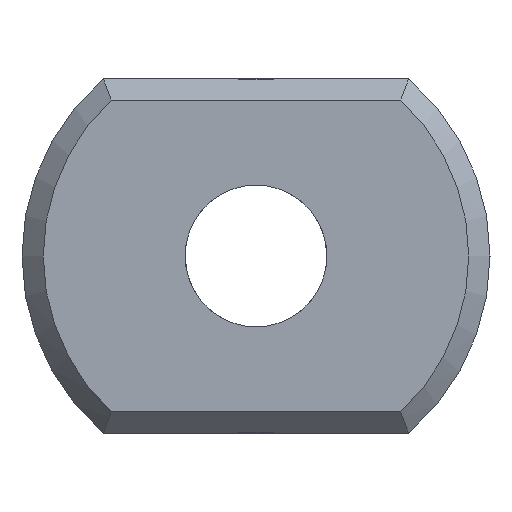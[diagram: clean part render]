
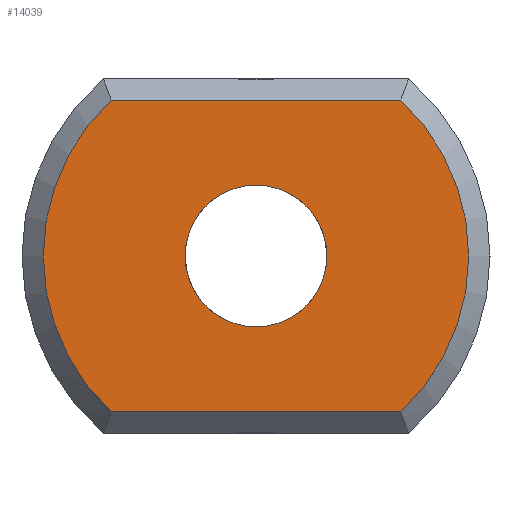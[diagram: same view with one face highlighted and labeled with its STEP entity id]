
A CAD part, left-side view. The second image highlights one B-rep face of the part: STEP entity #14039.
In plain terms, the highlighted planar face has unit normal (-1, 0, 0).
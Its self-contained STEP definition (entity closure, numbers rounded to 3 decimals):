
#3497 = VERTEX_POINT('',#3498);
#3498 = CARTESIAN_POINT('',(0.,-2.04,2.2));
#3507 = VERTEX_POINT('',#3508);
#3508 = CARTESIAN_POINT('',(0.,-2.04,-2.2));
#3515 = EDGE_CURVE('',#3497,#3507,#3516,.T.);
#3516 = CIRCLE('',#3517,3.);
#3517 = AXIS2_PLACEMENT_3D('',#3518,#3519,#3520);
#3518 = CARTESIAN_POINT('',(0.,0.,0.));
#3519 = DIRECTION('',(1.,0.,0.));
#3520 = DIRECTION('',(0.,-0.653,0.758)
  );
#3792 = VERTEX_POINT('',#3793);
#3793 = CARTESIAN_POINT('',(0.,2.04,2.2));
#3800 = EDGE_CURVE('',#3497,#3792,#3801,.T.);
#3801 = LINE('',#3802,#3803);
#3802 = CARTESIAN_POINT('',(0.,-2.154,2.2));
#3803 = VECTOR('',#3804,1.);
#3804 = DIRECTION('',(0.,1.,0.));
#14039 = ADVANCED_FACE('',(#14040,#14059),#14070,.F.);
#14040 = FACE_BOUND('',#14041,.F.);
#14041 = EDGE_LOOP('',(#14042,#14051,#14052,#14053));
#14042 = ORIENTED_EDGE('',*,*,#14043,.T.);
#14043 = EDGE_CURVE('',#14044,#3792,#14046,.T.);
#14044 = VERTEX_POINT('',#14045);
#14045 = CARTESIAN_POINT('',(0.,2.04,-2.2));
#14046 = CIRCLE('',#14047,3.);
#14047 = AXIS2_PLACEMENT_3D('',#14048,#14049,#14050);
#14048 = CARTESIAN_POINT('',(0.,0.,0.));
#14049 = DIRECTION('',(1.,0.,0.));
#14050 = DIRECTION('',(0.,0.653,-0.758)
  );
#14051 = ORIENTED_EDGE('',*,*,#3800,.F.);
#14052 = ORIENTED_EDGE('',*,*,#3515,.T.);
#14053 = ORIENTED_EDGE('',*,*,#14054,.T.);
#14054 = EDGE_CURVE('',#3507,#14044,#14055,.T.);
#14055 = LINE('',#14056,#14057);
#14056 = CARTESIAN_POINT('',(0.,-2.154,-2.2));
#14057 = VECTOR('',#14058,1.);
#14058 = DIRECTION('',(0.,1.,0.));
#14059 = FACE_BOUND('',#14060,.T.);
#14060 = EDGE_LOOP('',(#14061));
#14061 = ORIENTED_EDGE('',*,*,#14062,.T.);
#14062 = EDGE_CURVE('',#14063,#14063,#14065,.T.);
#14063 = VERTEX_POINT('',#14064);
#14064 = CARTESIAN_POINT('',(0.,1.,0.)
  );
#14065 = CIRCLE('',#14066,1.);
#14066 = AXIS2_PLACEMENT_3D('',#14067,#14068,#14069);
#14067 = CARTESIAN_POINT('',(0.,0.,0.));
#14068 = DIRECTION('',(1.,0.,0.));
#14069 = DIRECTION('',(0.,1.,0.));
#14070 = PLANE('',#14071);
#14071 = AXIS2_PLACEMENT_3D('',#14072,#14073,#14074);
#14072 = CARTESIAN_POINT('',(0.,0.,0.));
#14073 = DIRECTION('',(1.,0.,0.));
#14074 = DIRECTION('',(0.,0.,1.));
